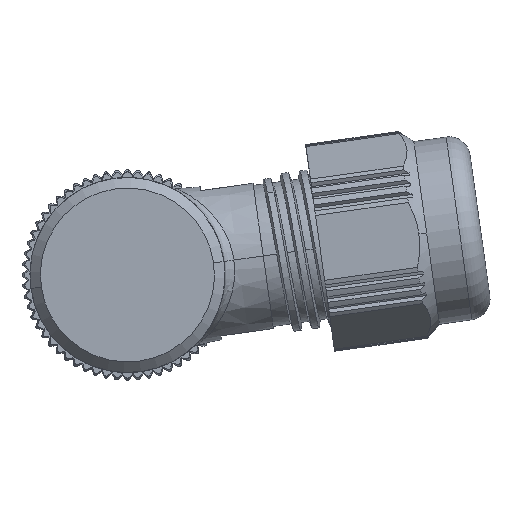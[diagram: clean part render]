
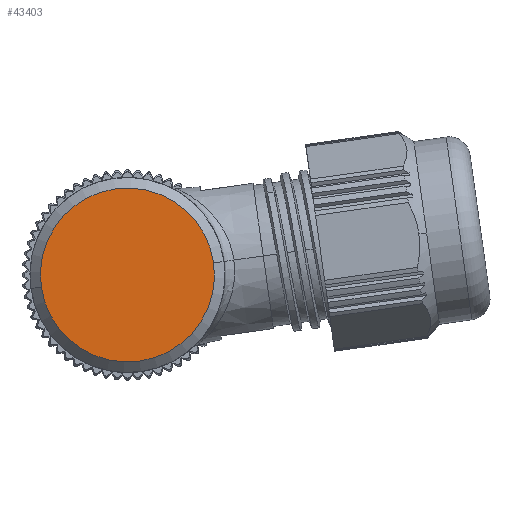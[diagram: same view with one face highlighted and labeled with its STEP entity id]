
A CAD part, front view. The second image highlights one B-rep face of the part: STEP entity #43403.
In plain terms, the highlighted planar face has unit normal (0, -1, 0).
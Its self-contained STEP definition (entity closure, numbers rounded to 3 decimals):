
#3210=CARTESIAN_POINT('',(0.,-33.85,0.));
#3211=DIRECTION('',(0.,1.,0.));
#3212=DIRECTION('',(-0.99,0.,-0.139));
#3213=AXIS2_PLACEMENT_3D('',#3210,#3211,#3212);
#3215=CARTESIAN_POINT('',(0.,-33.85,0.));
#3216=DIRECTION('',(0.,1.,0.));
#3217=DIRECTION('',(-0.139,0.,0.99));
#3218=AXIS2_PLACEMENT_3D('',#3215,#3216,#3217);
#3220=CARTESIAN_POINT('',(0.,-33.85,0.));
#3221=DIRECTION('',(0.,1.,0.));
#3222=DIRECTION('',(0.99,0.,0.139));
#3223=AXIS2_PLACEMENT_3D('',#3220,#3221,#3222);
#3225=CARTESIAN_POINT('',(0.,-33.85,0.));
#3226=DIRECTION('',(0.,1.,0.));
#3227=DIRECTION('',(0.139,0.,-0.99));
#3228=AXIS2_PLACEMENT_3D('',#3225,#3226,#3227);
#33967=CARTESIAN_POINT('',(1.148,-33.85,-8.17));
#33968=CARTESIAN_POINT('',(-8.17,-33.85,-1.148));
#33969=VERTEX_POINT('',#33967);
#33970=VERTEX_POINT('',#33968);
#33971=CARTESIAN_POINT('',(8.17,-33.85,1.148));
#33972=VERTEX_POINT('',#33971);
#33973=CARTESIAN_POINT('',(-1.148,-33.85,8.17));
#33974=VERTEX_POINT('',#33973);
#43390=CARTESIAN_POINT('',(0.,-33.85,0.));
#43391=DIRECTION('',(0.,-1.,0.));
#43392=DIRECTION('',(-0.99,0.,-0.139));
#43393=AXIS2_PLACEMENT_3D('',#43390,#43391,#43392);
#43394=PLANE('',#43393);
#43396=ORIENTED_EDGE('',*,*,#43395,.T.);
#43398=ORIENTED_EDGE('',*,*,#43397,.T.);
#43399=ORIENTED_EDGE('',*,*,#43379,.T.);
#43400=ORIENTED_EDGE('',*,*,#43377,.T.);
#43401=EDGE_LOOP('',(#43396,#43398,#43399,#43400));
#43402=FACE_OUTER_BOUND('',#43401,.F.);
#43403=ADVANCED_FACE('',(#43402),#43394,.T.);
#3214=CIRCLE('',#3213,8.25);
#3219=CIRCLE('',#3218,8.25);
#3224=CIRCLE('',#3223,8.25);
#3229=CIRCLE('',#3228,8.25);
#43377=EDGE_CURVE('',#33969,#33970,#3229,.T.);
#43379=EDGE_CURVE('',#33972,#33969,#3224,.T.);
#43395=EDGE_CURVE('',#33970,#33974,#3214,.T.);
#43397=EDGE_CURVE('',#33974,#33972,#3219,.T.);
